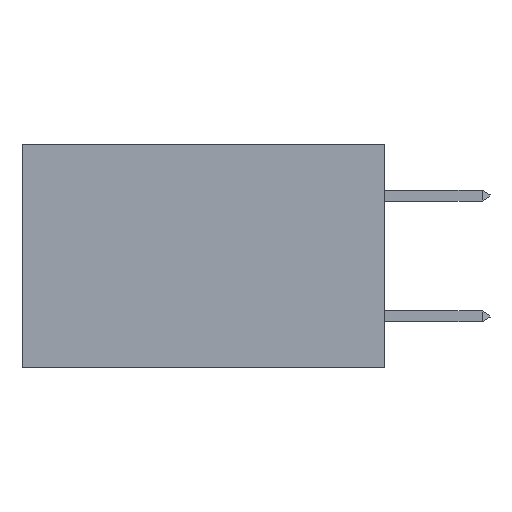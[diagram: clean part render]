
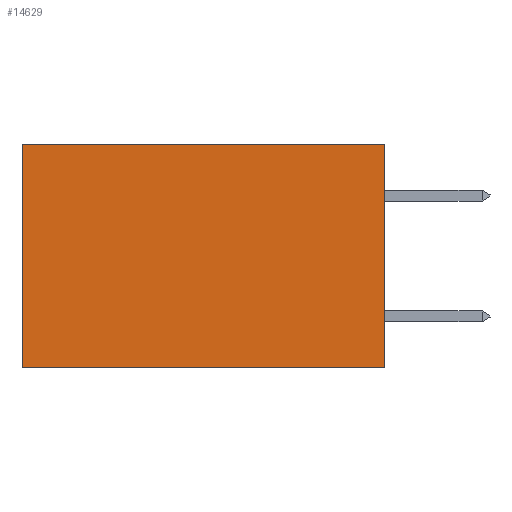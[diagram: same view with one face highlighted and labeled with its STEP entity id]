
A CAD part, left-side view. The second image highlights one B-rep face of the part: STEP entity #14629.
In plain terms, the highlighted planar face has unit normal (-1, 0, 0).
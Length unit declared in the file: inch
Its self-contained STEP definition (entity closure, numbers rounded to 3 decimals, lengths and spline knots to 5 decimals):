
#675 = ORIENTED_EDGE ( 'NONE', *, *, #13406, .T. ) ;
#2792 = DIRECTION ( 'NONE',  ( 0., 1., 0. ) ) ;
#3235 = VECTOR ( 'NONE', #2792, 39.37008 ) ;
#3548 = VERTEX_POINT ( 'NONE', #7077 ) ;
#4078 = LINE ( 'NONE', #21241, #23807 ) ;
#6192 = CARTESIAN_POINT ( 'NONE',  ( 0.2875, 0.6, -0.37 ) ) ;
#6350 = VECTOR ( 'NONE', #21313, 39.37008 ) ;
#6465 = ORIENTED_EDGE ( 'NONE', *, *, #20290, .T. ) ;
#6873 = VECTOR ( 'NONE', #32832, 39.37008 ) ;
#7077 = CARTESIAN_POINT ( 'NONE',  ( 0.2875, 0., 0. ) ) ;
#10517 = CARTESIAN_POINT ( 'NONE',  ( 0.2875, 0., 0. ) ) ;
#10975 = LINE ( 'NONE', #10517, #6350 ) ;
#11866 = VERTEX_POINT ( 'NONE', #31377 ) ;
#12499 = LINE ( 'NONE', #27021, #3235 ) ;
#13406 = EDGE_CURVE ( 'NONE', #11866, #24734, #32871, .T. ) ;
#14629 = ADVANCED_FACE ( 'NONE', ( #30669 ), #15826, .F. ) ;
#15584 = CARTESIAN_POINT ( 'NONE',  ( 0.2875, 0., 0. ) ) ;
#15826 = PLANE ( 'NONE',  #33079 ) ;
#16454 = CARTESIAN_POINT ( 'NONE',  ( 0.2875, 0., -0.37 ) ) ;
#19131 = CARTESIAN_POINT ( 'NONE',  ( 0.2875, 0.6, 0. ) ) ;
#20290 = EDGE_CURVE ( 'NONE', #3548, #11866, #10975, .T. ) ;
#21241 = CARTESIAN_POINT ( 'NONE',  ( 0.2875, 0., 0. ) ) ;
#21313 = DIRECTION ( 'NONE',  ( 0., 1., 0. ) ) ;
#21717 = ORIENTED_EDGE ( 'NONE', *, *, #33194, .F. ) ;
#22942 = EDGE_CURVE ( 'NONE', #26569, #24734, #12499, .T. ) ;
#23807 = VECTOR ( 'NONE', #26566, 39.37008 ) ;
#24734 = VERTEX_POINT ( 'NONE', #6192 ) ;
#26343 = EDGE_LOOP ( 'NONE', ( #675, #29483, #21717, #6465 ) ) ;
#26566 = DIRECTION ( 'NONE',  ( 0., 0., -1. ) ) ;
#26569 = VERTEX_POINT ( 'NONE', #16454 ) ;
#27021 = CARTESIAN_POINT ( 'NONE',  ( 0.2875, 0., -0.37 ) ) ;
#29483 = ORIENTED_EDGE ( 'NONE', *, *, #22942, .F. ) ;
#30669 = FACE_OUTER_BOUND ( 'NONE', #26343, .T. ) ;
#31377 = CARTESIAN_POINT ( 'NONE',  ( 0.2875, 0.6, 0. ) ) ;
#31879 = DIRECTION ( 'NONE',  ( 0., 0., -1. ) ) ;
#32114 = DIRECTION ( 'NONE',  ( 1., 0., 0. ) ) ;
#32832 = DIRECTION ( 'NONE',  ( 0., 0., -1. ) ) ;
#32871 = LINE ( 'NONE', #19131, #6873 ) ;
#33079 = AXIS2_PLACEMENT_3D ( 'NONE', #15584, #32114, #31879 ) ;
#33194 = EDGE_CURVE ( 'NONE', #3548, #26569, #4078, .T. ) ;
